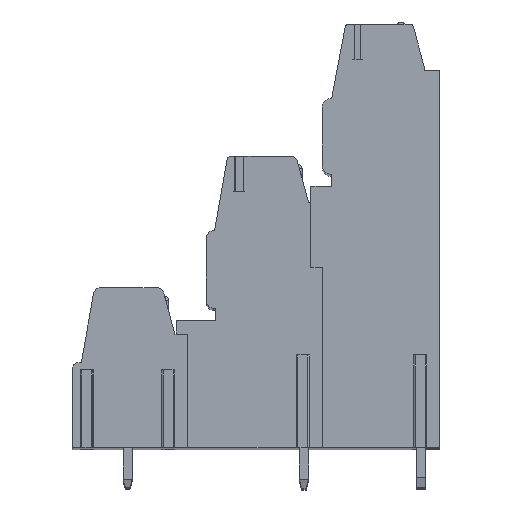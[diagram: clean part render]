
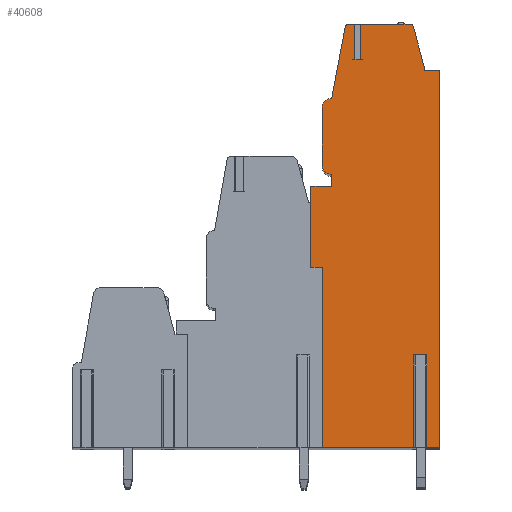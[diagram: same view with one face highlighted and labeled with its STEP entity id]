
A CAD part, top view. The second image highlights one B-rep face of the part: STEP entity #40608.
In plain terms, the highlighted planar face has unit normal (0, 0, 1).
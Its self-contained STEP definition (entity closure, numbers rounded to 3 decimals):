
#13=DIRECTION('',(0.,1.,0.));
#14=VECTOR('',#13,15.6);
#15=CARTESIAN_POINT('',(1.,-19.1,99.06));
#16=LINE('',#15,#14);
#17=DIRECTION('',(1.,0.,0.));
#18=VECTOR('',#17,1.);
#19=CARTESIAN_POINT('',(0.,-3.5,99.06));
#20=LINE('',#19,#18);
#21=DIRECTION('',(-1.,0.,0.));
#22=VECTOR('',#21,1.8);
#23=CARTESIAN_POINT('',(1.8,3.5,99.06));
#24=LINE('',#23,#22);
#25=DIRECTION('',(0.,-1.,0.));
#26=VECTOR('',#25,1.);
#27=CARTESIAN_POINT('',(1.8,4.5,99.06));
#28=LINE('',#27,#26);
#29=CARTESIAN_POINT('',(1.8,5.3,99.06));
#30=DIRECTION('',(0.,0.,1.));
#31=DIRECTION('',(-1.,0.,0.));
#32=AXIS2_PLACEMENT_3D('',#29,#30,#31);
#34=DIRECTION('',(0.,-1.,0.));
#35=VECTOR('',#34,5.);
#36=CARTESIAN_POINT('',(1.,10.3,99.06));
#37=LINE('',#36,#35);
#38=CARTESIAN_POINT('',(1.8,10.3,99.06));
#39=DIRECTION('',(0.,0.,1.));
#40=DIRECTION('',(0.,1.,0.));
#41=AXIS2_PLACEMENT_3D('',#38,#39,#40);
#43=DIRECTION('',(-0.186,-0.983,0.));
#44=VECTOR('',#43,6.265);
#45=CARTESIAN_POINT('',(2.964,17.256,99.06));
#46=LINE('',#45,#44);
#47=CARTESIAN_POINT('',(3.259,17.2,99.06));
#48=DIRECTION('',(0.,0.,1.));
#49=DIRECTION('',(0.,1.,0.));
#50=AXIS2_PLACEMENT_3D('',#47,#48,#49);
#52=DIRECTION('',(-1.,0.,0.));
#53=VECTOR('',#52,0.551);
#54=CARTESIAN_POINT('',(3.81,17.5,99.06));
#55=LINE('',#54,#53);
#56=DIRECTION('',(0.,-1.,0.));
#57=VECTOR('',#56,3.05);
#58=CARTESIAN_POINT('',(3.81,17.5,99.06));
#59=LINE('',#58,#57);
#60=DIRECTION('',(1.,0.,0.));
#61=VECTOR('',#60,0.5);
#62=CARTESIAN_POINT('',(3.81,14.45,99.06));
#63=LINE('',#62,#61);
#64=DIRECTION('',(0.,-1.,0.));
#65=VECTOR('',#64,3.05);
#66=CARTESIAN_POINT('',(4.31,17.5,99.06));
#67=LINE('',#66,#65);
#68=DIRECTION('',(-1.,0.,0.));
#69=VECTOR('',#68,4.27);
#70=CARTESIAN_POINT('',(8.58,17.5,99.06));
#71=LINE('',#70,#69);
#72=CARTESIAN_POINT('',(8.58,17.2,99.06));
#73=DIRECTION('',(0.,0.,1.));
#74=DIRECTION('',(0.965,0.261,0.));
#75=AXIS2_PLACEMENT_3D('',#72,#73,#74);
#77=DIRECTION('',(-0.261,0.965,0.));
#78=VECTOR('',#77,3.539);
#79=CARTESIAN_POINT('',(9.792,13.861,99.06));
#80=LINE('',#79,#78);
#81=DIRECTION('',(-0.035,0.999,0.));
#82=VECTOR('',#81,0.361);
#83=CARTESIAN_POINT('',(9.805,13.5,99.06));
#84=LINE('',#83,#82);
#85=DIRECTION('',(-1.,0.,0.));
#86=VECTOR('',#85,1.355);
#87=CARTESIAN_POINT('',(11.16,13.5,99.06));
#88=LINE('',#87,#86);
#89=DIRECTION('',(0.,1.,0.));
#90=VECTOR('',#89,32.6);
#91=CARTESIAN_POINT('',(11.16,-19.1,99.06));
#92=LINE('',#91,#90);
#93=DIRECTION('',(1.,0.,0.));
#94=VECTOR('',#93,1.39);
#95=CARTESIAN_POINT('',(9.77,-19.1,99.06));
#96=LINE('',#95,#94);
#97=DIRECTION('',(0.,1.,0.));
#98=VECTOR('',#97,8.);
#99=CARTESIAN_POINT('',(9.77,-19.1,99.06));
#100=LINE('',#99,#98);
#101=DIRECTION('',(-1.,0.,0.));
#102=VECTOR('',#101,0.62);
#103=CARTESIAN_POINT('',(9.77,-11.1,99.06));
#104=LINE('',#103,#102);
#105=DIRECTION('',(0.,1.,0.));
#106=VECTOR('',#105,8.);
#107=CARTESIAN_POINT('',(9.15,-19.1,99.06));
#108=LINE('',#107,#106);
#109=DIRECTION('',(1.,0.,0.));
#110=VECTOR('',#109,8.15);
#111=CARTESIAN_POINT('',(1.,-19.1,99.06));
#112=LINE('',#111,#110);
#4552=DIRECTION('',(0.,-1.,0.));
#4553=VECTOR('',#4552,7.);
#4554=CARTESIAN_POINT('',(0.,3.5,99.06));
#4555=LINE('',#4554,#4553);
#32027=CARTESIAN_POINT('',(11.16,-19.1,99.06));
#32028=CARTESIAN_POINT('',(11.16,13.5,99.06));
#32029=VERTEX_POINT('',#32027);
#32030=VERTEX_POINT('',#32028);
#32031=CARTESIAN_POINT('',(9.805,13.5,99.06));
#32032=VERTEX_POINT('',#32031);
#32033=CARTESIAN_POINT('',(9.792,13.861,99.06));
#32034=VERTEX_POINT('',#32033);
#32035=CARTESIAN_POINT('',(8.87,17.278,99.06));
#32036=VERTEX_POINT('',#32035);
#32037=CARTESIAN_POINT('',(8.58,17.5,99.06));
#32038=VERTEX_POINT('',#32037);
#32039=CARTESIAN_POINT('',(3.259,17.5,99.06));
#32040=CARTESIAN_POINT('',(2.964,17.256,99.06));
#32041=VERTEX_POINT('',#32039);
#32042=VERTEX_POINT('',#32040);
#32043=CARTESIAN_POINT('',(1.8,11.1,99.06));
#32044=VERTEX_POINT('',#32043);
#32045=CARTESIAN_POINT('',(1.,10.3,99.06));
#32046=VERTEX_POINT('',#32045);
#32047=CARTESIAN_POINT('',(1.,5.3,99.06));
#32048=VERTEX_POINT('',#32047);
#32049=CARTESIAN_POINT('',(1.8,4.5,99.06));
#32050=VERTEX_POINT('',#32049);
#32051=CARTESIAN_POINT('',(1.8,3.5,99.06));
#32052=VERTEX_POINT('',#32051);
#32053=CARTESIAN_POINT('',(0.,3.5,99.06));
#32054=VERTEX_POINT('',#32053);
#32139=CARTESIAN_POINT('',(9.77,-11.1,99.06));
#32140=CARTESIAN_POINT('',(9.15,-11.1,99.06));
#32141=VERTEX_POINT('',#32139);
#32142=VERTEX_POINT('',#32140);
#32143=CARTESIAN_POINT('',(9.77,-19.1,99.06));
#32144=VERTEX_POINT('',#32143);
#32145=CARTESIAN_POINT('',(9.15,-19.1,99.06));
#32146=VERTEX_POINT('',#32145);
#32147=CARTESIAN_POINT('',(1.,-19.1,99.06));
#32148=VERTEX_POINT('',#32147);
#32185=CARTESIAN_POINT('',(3.81,14.45,99.06));
#32186=CARTESIAN_POINT('',(4.31,14.45,99.06));
#32187=VERTEX_POINT('',#32185);
#32188=VERTEX_POINT('',#32186);
#32189=CARTESIAN_POINT('',(3.81,17.5,99.06));
#32190=VERTEX_POINT('',#32189);
#32195=CARTESIAN_POINT('',(4.31,17.5,99.06));
#32196=VERTEX_POINT('',#32195);
#37413=CARTESIAN_POINT('',(1.,-3.5,99.06));
#37414=VERTEX_POINT('',#37413);
#37415=CARTESIAN_POINT('',(0.,-3.5,99.06));
#37416=VERTEX_POINT('',#37415);
#40551=CARTESIAN_POINT('',(0.,0.,99.06));
#40552=DIRECTION('',(0.,0.,1.));
#40553=DIRECTION('',(1.,0.,0.));
#40554=AXIS2_PLACEMENT_3D('',#40551,#40552,#40553);
#40555=PLANE('',#40554);
#40557=ORIENTED_EDGE('',*,*,#40556,.T.);
#40559=ORIENTED_EDGE('',*,*,#40558,.F.);
#40561=ORIENTED_EDGE('',*,*,#40560,.F.);
#40563=ORIENTED_EDGE('',*,*,#40562,.F.);
#40565=ORIENTED_EDGE('',*,*,#40564,.F.);
#40567=ORIENTED_EDGE('',*,*,#40566,.F.);
#40569=ORIENTED_EDGE('',*,*,#40568,.F.);
#40571=ORIENTED_EDGE('',*,*,#40570,.F.);
#40573=ORIENTED_EDGE('',*,*,#40572,.F.);
#40575=ORIENTED_EDGE('',*,*,#40574,.F.);
#40577=ORIENTED_EDGE('',*,*,#40576,.F.);
#40579=ORIENTED_EDGE('',*,*,#40578,.T.);
#40581=ORIENTED_EDGE('',*,*,#40580,.T.);
#40583=ORIENTED_EDGE('',*,*,#40582,.F.);
#40585=ORIENTED_EDGE('',*,*,#40584,.F.);
#40587=ORIENTED_EDGE('',*,*,#40586,.F.);
#40589=ORIENTED_EDGE('',*,*,#40588,.F.);
#40591=ORIENTED_EDGE('',*,*,#40590,.F.);
#40593=ORIENTED_EDGE('',*,*,#40592,.F.);
#40595=ORIENTED_EDGE('',*,*,#40594,.F.);
#40597=ORIENTED_EDGE('',*,*,#40596,.F.);
#40599=ORIENTED_EDGE('',*,*,#40598,.T.);
#40601=ORIENTED_EDGE('',*,*,#40600,.T.);
#40603=ORIENTED_EDGE('',*,*,#40602,.F.);
#40605=ORIENTED_EDGE('',*,*,#40604,.F.);
#40606=EDGE_LOOP('',(#40557,#40559,#40561,#40563,#40565,#40567,#40569,#40571,
#40573,#40575,#40577,#40579,#40581,#40583,#40585,#40587,#40589,#40591,#40593,
#40595,#40597,#40599,#40601,#40603,#40605));
#40607=FACE_OUTER_BOUND('',#40606,.F.);
#33=CIRCLE('',#32,0.8);
#42=CIRCLE('',#41,0.8);
#51=CIRCLE('',#50,0.3);
#76=CIRCLE('',#75,0.3);
#40556=EDGE_CURVE('',#32148,#37414,#16,.T.);
#40558=EDGE_CURVE('',#37416,#37414,#20,.T.);
#40560=EDGE_CURVE('',#32054,#37416,#4555,.T.);
#40562=EDGE_CURVE('',#32052,#32054,#24,.T.);
#40564=EDGE_CURVE('',#32050,#32052,#28,.T.);
#40566=EDGE_CURVE('',#32048,#32050,#33,.T.);
#40568=EDGE_CURVE('',#32046,#32048,#37,.T.);
#40570=EDGE_CURVE('',#32044,#32046,#42,.T.);
#40572=EDGE_CURVE('',#32042,#32044,#46,.T.);
#40574=EDGE_CURVE('',#32041,#32042,#51,.T.);
#40576=EDGE_CURVE('',#32190,#32041,#55,.T.);
#40578=EDGE_CURVE('',#32190,#32187,#59,.T.);
#40580=EDGE_CURVE('',#32187,#32188,#63,.T.);
#40582=EDGE_CURVE('',#32196,#32188,#67,.T.);
#40584=EDGE_CURVE('',#32038,#32196,#71,.T.);
#40586=EDGE_CURVE('',#32036,#32038,#76,.T.);
#40588=EDGE_CURVE('',#32034,#32036,#80,.T.);
#40590=EDGE_CURVE('',#32032,#32034,#84,.T.);
#40592=EDGE_CURVE('',#32030,#32032,#88,.T.);
#40594=EDGE_CURVE('',#32029,#32030,#92,.T.);
#40596=EDGE_CURVE('',#32144,#32029,#96,.T.);
#40598=EDGE_CURVE('',#32144,#32141,#100,.T.);
#40600=EDGE_CURVE('',#32141,#32142,#104,.T.);
#40602=EDGE_CURVE('',#32146,#32142,#108,.T.);
#40604=EDGE_CURVE('',#32148,#32146,#112,.T.);
#40608=ADVANCED_FACE('',(#40607),#40555,.T.);
